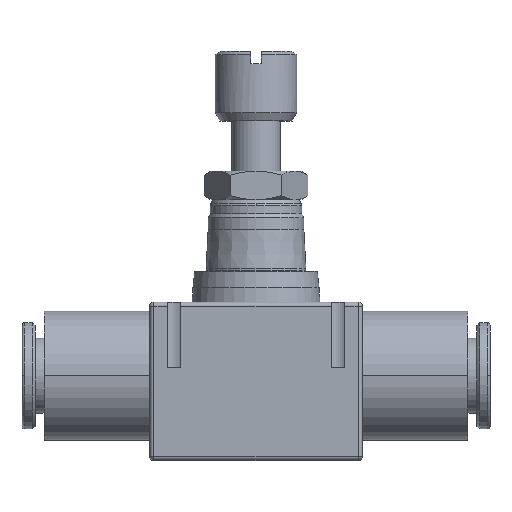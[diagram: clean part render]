
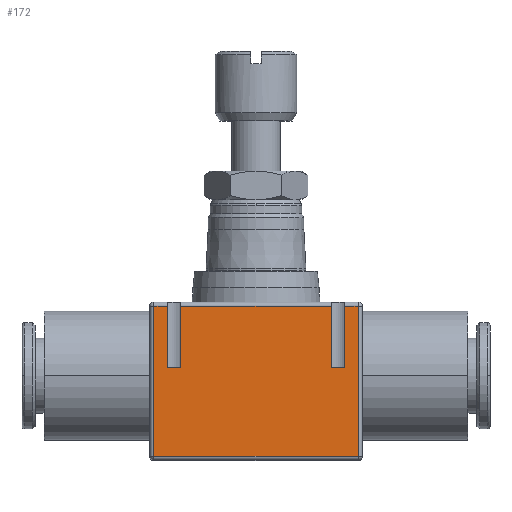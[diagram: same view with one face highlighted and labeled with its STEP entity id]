
A CAD part, top view. The second image highlights one B-rep face of the part: STEP entity #172.
In plain terms, the highlighted planar face has unit normal (0, 0, 1).
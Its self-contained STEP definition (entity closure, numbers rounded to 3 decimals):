
#172=ADVANCED_FACE('',(#451),#452,.T.);
#451=FACE_OUTER_BOUND('',#749,.T.);
#452=PLANE('',#750);
#749=EDGE_LOOP('',(#1745,#1746,#1747,#1748,#1749,#1750,#1751,#1752,#1753,#1754,#1755,#1756));
#750=AXIS2_PLACEMENT_3D('',#1757,#1758,#1759);
#1745=ORIENTED_EDGE('',*,*,#2024,.T.);
#1746=ORIENTED_EDGE('',*,*,#2044,.F.);
#1747=ORIENTED_EDGE('',*,*,#2083,.T.);
#1748=ORIENTED_EDGE('',*,*,#2086,.T.);
#1749=ORIENTED_EDGE('',*,*,#2089,.T.);
#1750=ORIENTED_EDGE('',*,*,#2191,.F.);
#1751=ORIENTED_EDGE('',*,*,#2189,.T.);
#1752=ORIENTED_EDGE('',*,*,#2192,.T.);
#1753=ORIENTED_EDGE('',*,*,#2185,.T.);
#1754=ORIENTED_EDGE('',*,*,#2039,.F.);
#1755=ORIENTED_EDGE('',*,*,#2032,.T.);
#1756=ORIENTED_EDGE('',*,*,#2029,.T.);
#1757=CARTESIAN_POINT('',(0.0,0.0,9.25));
#1758=DIRECTION('',(0.0,0.0,1.0));
#1759=DIRECTION('',(1.0,0.0,0.0));
#2024=EDGE_CURVE('',#2488,#2489,#2490,.T.);
#2029=EDGE_CURVE('',#2498,#2488,#2499,.T.);
#2032=EDGE_CURVE('',#2503,#2498,#2504,.T.);
#2039=EDGE_CURVE('',#2503,#2513,#2514,.T.);
#2044=EDGE_CURVE('',#2520,#2489,#2522,.T.);
#2083=EDGE_CURVE('',#2520,#2580,#2582,.T.);
#2086=EDGE_CURVE('',#2580,#2585,#2587,.T.);
#2089=EDGE_CURVE('',#2585,#2589,#2591,.T.);
#2185=EDGE_CURVE('',#2700,#2513,#2723,.T.);
#2189=EDGE_CURVE('',#2687,#2705,#2727,.T.);
#2191=EDGE_CURVE('',#2687,#2589,#2729,.T.);
#2192=EDGE_CURVE('',#2705,#2700,#2730,.T.);
#2488=VERTEX_POINT('',#3174);
#2489=VERTEX_POINT('',#3175);
#2490=LINE('',#3176,#3177);
#2498=VERTEX_POINT('',#3188);
#2499=LINE('',#3189,#3190);
#2503=VERTEX_POINT('',#3195);
#2504=LINE('',#3196,#3197);
#2513=VERTEX_POINT('',#3208);
#2514=LINE('',#3209,#3210);
#2520=VERTEX_POINT('',#3218);
#2522=LINE('',#3220,#3221);
#2580=VERTEX_POINT('',#3304);
#2582=LINE('',#3307,#3308);
#2585=VERTEX_POINT('',#3311);
#2587=LINE('',#3314,#3315);
#2589=VERTEX_POINT('',#3318);
#2591=LINE('',#3320,#3321);
#2687=VERTEX_POINT('',#3643);
#2700=VERTEX_POINT('',#3656);
#2705=VERTEX_POINT('',#3661);
#2723=LINE('',#3679,#3680);
#2727=LINE('',#3687,#3688);
#2729=LINE('',#3691,#3692);
#2730=LINE('',#3693,#3694);
#3174=CARTESIAN_POINT('',(9.2,1.675,9.25));
#3175=CARTESIAN_POINT('',(9.2,9.175,9.25));
#3176=CARTESIAN_POINT('',(9.2,5.675,9.25));
#3177=VECTOR('',#4018,1.0);
#3188=CARTESIAN_POINT('',(10.8,1.675,9.25));
#3189=CARTESIAN_POINT('',(5.0,1.675,9.25));
#3190=VECTOR('',#4025,1.0);
#3195=CARTESIAN_POINT('',(10.8,9.175,9.25));
#3196=CARTESIAN_POINT('',(10.8,5.675,9.25));
#3197=VECTOR('',#4030,1.0);
#3208=CARTESIAN_POINT('',(12.5,9.175,9.25));
#3209=CARTESIAN_POINT('',(0.0,9.175,9.25));
#3210=VECTOR('',#4045,1.0);
#3218=CARTESIAN_POINT('',(-9.2,9.175,9.25));
#3220=CARTESIAN_POINT('',(0.0,9.175,9.25));
#3221=VECTOR('',#4054,1.0);
#3304=CARTESIAN_POINT('',(-9.2,1.675,9.25));
#3307=CARTESIAN_POINT('',(-9.2,5.675,9.25));
#3308=VECTOR('',#4117,1.0);
#3311=CARTESIAN_POINT('',(-10.8,1.675,9.25));
#3314=CARTESIAN_POINT('',(-5.0,1.675,9.25));
#3315=VECTOR('',#4122,1.0);
#3318=CARTESIAN_POINT('',(-10.8,9.175,9.25));
#3320=CARTESIAN_POINT('',(-10.8,5.675,9.25));
#3321=VECTOR('',#4127,1.0);
#3643=CARTESIAN_POINT('',(-12.5,9.175,9.25));
#3656=CARTESIAN_POINT('',(12.5,-9.175,9.25));
#3661=CARTESIAN_POINT('',(-12.5,-9.175,9.25));
#3679=CARTESIAN_POINT('',(12.5,0.0,9.25));
#3680=VECTOR('',#4341,1.0);
#3687=CARTESIAN_POINT('',(-12.5,0.0,9.25));
#3688=VECTOR('',#4345,1.0);
#3691=CARTESIAN_POINT('',(0.0,9.175,9.25));
#3692=VECTOR('',#4347,1.0);
#3693=CARTESIAN_POINT('',(0.0,-9.175,9.25));
#3694=VECTOR('',#4348,1.0);
#4018=DIRECTION('',(0.0,1.0,0.0));
#4025=DIRECTION('',(-1.0,0.0,0.0));
#4030=DIRECTION('',(0.0,-1.0,0.0));
#4045=DIRECTION('',(1.0,0.0,0.0));
#4054=DIRECTION('',(1.0,0.0,0.0));
#4117=DIRECTION('',(0.0,-1.0,0.0));
#4122=DIRECTION('',(-1.0,0.0,0.0));
#4127=DIRECTION('',(0.0,1.0,0.0));
#4341=DIRECTION('',(0.0,1.0,0.0));
#4345=DIRECTION('',(0.0,-1.0,0.0));
#4347=DIRECTION('',(1.0,0.0,0.0));
#4348=DIRECTION('',(1.0,0.0,0.0));
